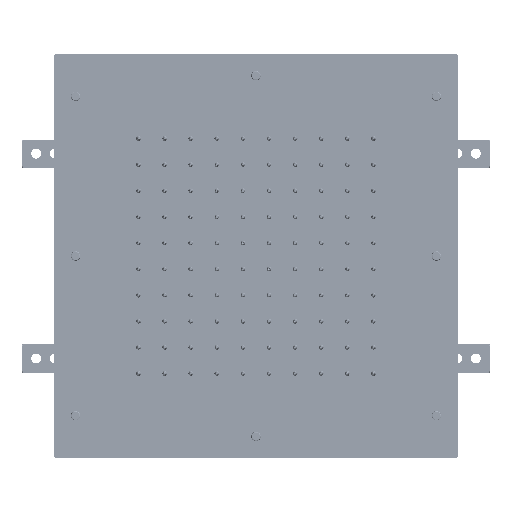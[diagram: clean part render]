
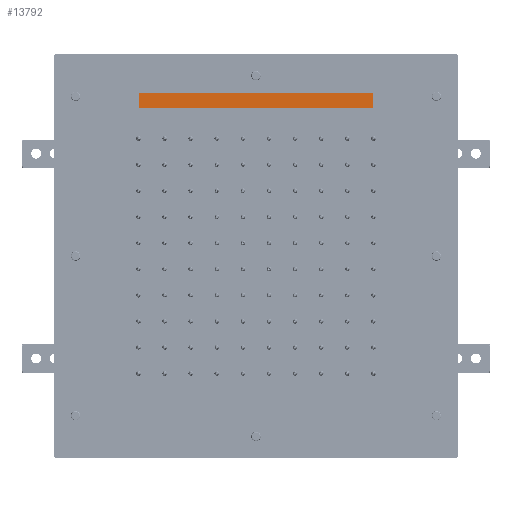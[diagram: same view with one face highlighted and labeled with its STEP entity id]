
A CAD part, top view. The second image highlights one B-rep face of the part: STEP entity #13792.
In plain terms, the highlighted face is planar.
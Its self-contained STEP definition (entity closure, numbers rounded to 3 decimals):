
#13792=ADVANCED_FACE('',(#19302),#19303,.F.);
#19302=FACE_OUTER_BOUND('',#26845,.T.);
#19303=PLANE('',#26846);
#26845=EDGE_LOOP('',(#34379,#34380,#34381,#34382,#34383,#34384,#34385,#34386));
#26846=AXIS2_PLACEMENT_3D('',#34387,#34388,#34389);
#34379=ORIENTED_EDGE('',*,*,#43482,.F.);
#34380=ORIENTED_EDGE('',*,*,#43493,.T.);
#34381=ORIENTED_EDGE('',*,*,#43477,.F.);
#34382=ORIENTED_EDGE('',*,*,#43499,.T.);
#34383=ORIENTED_EDGE('',*,*,#43486,.F.);
#34384=ORIENTED_EDGE('',*,*,#43497,.T.);
#34385=ORIENTED_EDGE('',*,*,#43490,.F.);
#34386=ORIENTED_EDGE('',*,*,#43495,.T.);
#34387=CARTESIAN_POINT('',(0.0,0.0,-4.0));
#34388=DIRECTION('',(0.0,0.0,1.0));
#34389=DIRECTION('',(1.0,0.0,0.0));
#43477=EDGE_CURVE('',#47937,#47938,#47939,.T.);
#43482=EDGE_CURVE('',#47943,#47945,#47946,.T.);
#43486=EDGE_CURVE('',#47949,#47951,#47952,.T.);
#43490=EDGE_CURVE('',#47955,#47957,#47958,.T.);
#43493=EDGE_CURVE('',#47943,#47938,#47961,.F.);
#43495=EDGE_CURVE('',#47955,#47945,#47963,.F.);
#43497=EDGE_CURVE('',#47949,#47957,#47965,.F.);
#43499=EDGE_CURVE('',#47937,#47951,#47967,.F.);
#47937=VERTEX_POINT('',#54480);
#47938=VERTEX_POINT('',#54481);
#47939=LINE('',#54482,#54483);
#47943=VERTEX_POINT('',#54489);
#47945=VERTEX_POINT('',#54492);
#47946=LINE('',#54493,#54494);
#47949=VERTEX_POINT('',#54498);
#47951=VERTEX_POINT('',#54501);
#47952=LINE('',#54502,#54503);
#47955=VERTEX_POINT('',#54507);
#47957=VERTEX_POINT('',#54510);
#47958=LINE('',#54511,#54512);
#47961=CIRCLE('',#54516,1.0);
#47963=CIRCLE('',#54518,1.0);
#47965=CIRCLE('',#54520,1.0);
#47967=CIRCLE('',#54522,1.0);
#54480=CARTESIAN_POINT('',(-124.0,-7.5,-4.0));
#54481=CARTESIAN_POINT('',(124.0,-7.5,-4.0));
#54482=CARTESIAN_POINT('',(0.0,-7.5,-4.0));
#54483=VECTOR('',#61773,1.0);
#54489=CARTESIAN_POINT('',(125.0,-6.5,-4.0));
#54492=CARTESIAN_POINT('',(125.0,6.5,-4.0));
#54493=CARTESIAN_POINT('',(125.0,0.0,-4.0));
#54494=VECTOR('',#61777,1.0);
#54498=CARTESIAN_POINT('',(-125.0,6.5,-4.0));
#54501=CARTESIAN_POINT('',(-125.0,-6.5,-4.0));
#54502=CARTESIAN_POINT('',(-125.0,0.0,-4.0));
#54503=VECTOR('',#61780,1.0);
#54507=CARTESIAN_POINT('',(124.0,7.5,-4.0));
#54510=CARTESIAN_POINT('',(-124.0,7.5,-4.0));
#54511=CARTESIAN_POINT('',(0.0,7.5,-4.0));
#54512=VECTOR('',#61783,1.0);
#54516=AXIS2_PLACEMENT_3D('',#61785,#61786,#61787);
#54518=AXIS2_PLACEMENT_3D('',#61788,#61789,#61790);
#54520=AXIS2_PLACEMENT_3D('',#61791,#61792,#61793);
#54522=AXIS2_PLACEMENT_3D('',#61794,#61795,#61796);
#61773=DIRECTION('',(1.0,0.0,0.0));
#61777=DIRECTION('',(0.,1.0,0.0));
#61780=DIRECTION('',(0.,-1.0,0.0));
#61783=DIRECTION('',(-1.0,0.,0.0));
#61785=CARTESIAN_POINT('',(124.0,-6.5,-4.0));
#61786=DIRECTION('',(0.0,0.0,1.0));
#61787=DIRECTION('',(1.0,0.0,0.0));
#61788=CARTESIAN_POINT('',(124.0,6.5,-4.0));
#61789=DIRECTION('',(0.0,0.0,1.0));
#61790=DIRECTION('',(1.0,0.0,0.0));
#61791=CARTESIAN_POINT('',(-124.0,6.5,-4.0));
#61792=DIRECTION('',(0.0,0.0,1.0));
#61793=DIRECTION('',(1.0,0.0,0.0));
#61794=CARTESIAN_POINT('',(-124.0,-6.5,-4.0));
#61795=DIRECTION('',(0.0,0.0,1.0));
#61796=DIRECTION('',(1.0,0.0,0.0));
